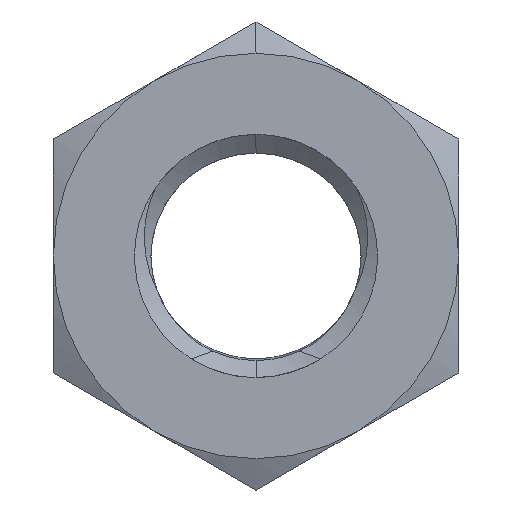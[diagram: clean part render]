
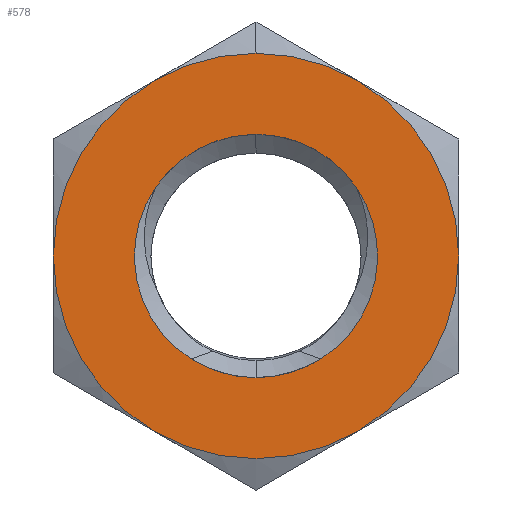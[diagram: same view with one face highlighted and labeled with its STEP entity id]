
A CAD part, front view. The second image highlights one B-rep face of the part: STEP entity #578.
In plain terms, the highlighted planar face has unit normal (0, -1, 0).
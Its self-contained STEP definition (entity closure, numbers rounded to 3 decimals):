
#101 = EDGE_CURVE ( 'NONE', #111, #104, #875, .T. ) ;
#104 = VERTEX_POINT ( 'NONE', #867 ) ;
#111 = VERTEX_POINT ( 'NONE', #860 ) ;
#133 = ORIENTED_EDGE ( 'NONE', *, *, #138, .T. ) ;
#134 = VERTEX_POINT ( 'NONE', #921 ) ;
#138 = EDGE_CURVE ( 'NONE', #146, #134, #908, .T. ) ;
#145 = EDGE_CURVE ( 'NONE', #156, #146, #955, .T. ) ;
#146 = VERTEX_POINT ( 'NONE', #948 ) ;
#152 = ORIENTED_EDGE ( 'NONE', *, *, #185, .T. ) ;
#153 = EDGE_CURVE ( 'NONE', #178, #156, #990, .T. ) ;
#154 = ORIENTED_EDGE ( 'NONE', *, *, #145, .T. ) ;
#155 = ORIENTED_EDGE ( 'NONE', *, *, #153, .T. ) ;
#156 = VERTEX_POINT ( 'NONE', #991 ) ;
#157 = EDGE_CURVE ( 'NONE', #158, #184, #985, .T. ) ;
#158 = VERTEX_POINT ( 'NONE', #980 ) ;
#161 = ORIENTED_EDGE ( 'NONE', *, *, #157, .T. ) ;
#166 = ORIENTED_EDGE ( 'NONE', *, *, #288, .F. ) ;
#178 = VERTEX_POINT ( 'NONE', #997 ) ;
#184 = VERTEX_POINT ( 'NONE', #992 ) ;
#185 = EDGE_CURVE ( 'NONE', #184, #178, #1054, .T. ) ;
#288 = EDGE_CURVE ( 'NONE', #301, #299, #1301, .T. ) ;
#297 = EDGE_CURVE ( 'NONE', #300, #338, #1384, .T. ) ;
#299 = VERTEX_POINT ( 'NONE', #1358 ) ;
#300 = VERTEX_POINT ( 'NONE', #1353 ) ;
#301 = VERTEX_POINT ( 'NONE', #1352 ) ;
#338 = VERTEX_POINT ( 'NONE', #1482 ) ;
#578 = ADVANCED_FACE ( 'NONE', ( #2345, #2344 ), #2343, .F. ) ;
#579 = EDGE_LOOP ( 'NONE', ( #580, #582, #583, #585, #586, #588, #589, #166 ) ) ;
#580 = ORIENTED_EDGE ( 'NONE', *, *, #581, .F. ) ;
#581 = EDGE_CURVE ( 'NONE', #338, #301, #2338, .T. ) ;
#582 = ORIENTED_EDGE ( 'NONE', *, *, #297, .F. ) ;
#583 = ORIENTED_EDGE ( 'NONE', *, *, #584, .F. ) ;
#584 = EDGE_CURVE ( 'NONE', #104, #300, #2333, .T. ) ;
#585 = ORIENTED_EDGE ( 'NONE', *, *, #101, .F. ) ;
#586 = ORIENTED_EDGE ( 'NONE', *, *, #587, .F. ) ;
#587 = EDGE_CURVE ( 'NONE', #2945, #111, #2386, .T. ) ;
#588 = ORIENTED_EDGE ( 'NONE', *, *, #2957, .F. ) ;
#589 = ORIENTED_EDGE ( 'NONE', *, *, #590, .F. ) ;
#590 = EDGE_CURVE ( 'NONE', #299, #2953, #2381, .T. ) ;
#591 = EDGE_LOOP ( 'NONE', ( #161, #152, #155, #154, #133, #615, #618 ) ) ;
#615 = ORIENTED_EDGE ( 'NONE', *, *, #616, .T. ) ;
#616 = EDGE_CURVE ( 'NONE', #134, #617, #2435, .T. ) ;
#617 = VERTEX_POINT ( 'NONE', #2436 ) ;
#618 = ORIENTED_EDGE ( 'NONE', *, *, #619, .T. ) ;
#619 = EDGE_CURVE ( 'NONE', #617, #158, #2430, .T. ) ;
#860 = CARTESIAN_POINT ( 'NONE',  ( -2.474, -3., 1.697 ) ) ;
#867 = CARTESIAN_POINT ( 'NONE',  ( -1.597, -3., -2.54 ) ) ;
#869 = DIRECTION ( 'NONE',  ( 0., 0., -1. ) ) ;
#870 = DIRECTION ( 'NONE',  ( 0., -1., 0. ) ) ;
#871 = CARTESIAN_POINT ( 'NONE',  ( 0., -3., 0. ) ) ;
#872 = AXIS2_PLACEMENT_3D ( 'NONE', #871, #870, #869 ) ;
#875 = CIRCLE ( 'NONE', #872, 3. ) ;
#906 = DIRECTION ( 'NONE',  ( 0., -1., 0. ) ) ;
#907 = AXIS2_PLACEMENT_3D ( 'NONE', #914, #906, #964 ) ;
#908 = CIRCLE ( 'NONE', #907, 5. ) ;
#914 = CARTESIAN_POINT ( 'NONE',  ( 0., -3., 0. ) ) ;
#921 = CARTESIAN_POINT ( 'NONE',  ( 2.5, -3., -4.33 ) ) ;
#945 = DIRECTION ( 'NONE',  ( 0., 0., -1. ) ) ;
#946 = DIRECTION ( 'NONE',  ( 0., -1., 0. ) ) ;
#947 = AXIS2_PLACEMENT_3D ( 'NONE', #953, #946, #945 ) ;
#948 = CARTESIAN_POINT ( 'NONE',  ( -2.5, -3., -4.33 ) ) ;
#953 = CARTESIAN_POINT ( 'NONE',  ( 0., -3., 0. ) ) ;
#955 = CIRCLE ( 'NONE', #947, 5. ) ;
#964 = DIRECTION ( 'NONE',  ( 0., 0., -1. ) ) ;
#980 = CARTESIAN_POINT ( 'NONE',  ( 2.5, -3., 4.33 ) ) ;
#981 = DIRECTION ( 'NONE',  ( 0., 0., -1. ) ) ;
#982 = DIRECTION ( 'NONE',  ( 0., -1., 0. ) ) ;
#983 = CARTESIAN_POINT ( 'NONE',  ( 0., -3., 0. ) ) ;
#984 = AXIS2_PLACEMENT_3D ( 'NONE', #983, #982, #981 ) ;
#985 = CIRCLE ( 'NONE', #984, 5. ) ;
#986 = DIRECTION ( 'NONE',  ( 0., 0., -1. ) ) ;
#987 = DIRECTION ( 'NONE',  ( 0., -1., 0. ) ) ;
#988 = CARTESIAN_POINT ( 'NONE',  ( 0., -3., 0. ) ) ;
#989 = AXIS2_PLACEMENT_3D ( 'NONE', #988, #987, #986 ) ;
#990 = CIRCLE ( 'NONE', #989, 5. ) ;
#991 = CARTESIAN_POINT ( 'NONE',  ( -5., -3., 0. ) ) ;
#992 = CARTESIAN_POINT ( 'NONE',  ( 0., -3., 5. ) ) ;
#997 = CARTESIAN_POINT ( 'NONE',  ( -2.5, -3., 4.33 ) ) ;
#1050 = DIRECTION ( 'NONE',  ( 0., 0., -1. ) ) ;
#1051 = DIRECTION ( 'NONE',  ( 0., -1., 0. ) ) ;
#1052 = CARTESIAN_POINT ( 'NONE',  ( 0., -3., 0. ) ) ;
#1053 = AXIS2_PLACEMENT_3D ( 'NONE', #1052, #1051, #1050 ) ;
#1054 = CIRCLE ( 'NONE', #1053, 5. ) ;
#1293 = DIRECTION ( 'NONE',  ( 0., 0., -1. ) ) ;
#1294 = DIRECTION ( 'NONE',  ( 0., -1., 0. ) ) ;
#1295 = CARTESIAN_POINT ( 'NONE',  ( 0., -3., 0. ) ) ;
#1296 = AXIS2_PLACEMENT_3D ( 'NONE', #1295, #1294, #1293 ) ;
#1301 = CIRCLE ( 'NONE', #1296, 3. ) ;
#1352 = CARTESIAN_POINT ( 'NONE',  ( 2.474, -3., 1.697 ) ) ;
#1353 = CARTESIAN_POINT ( 'NONE',  ( 0., -3., -3. ) ) ;
#1358 = CARTESIAN_POINT ( 'NONE',  ( 0.095, -3., 2.998 ) ) ;
#1361 = DIRECTION ( 'NONE',  ( 0., 0., -1. ) ) ;
#1381 = DIRECTION ( 'NONE',  ( 0., -1., 0. ) ) ;
#1382 = CARTESIAN_POINT ( 'NONE',  ( 0., -3., 0. ) ) ;
#1383 = AXIS2_PLACEMENT_3D ( 'NONE', #1382, #1381, #1361 ) ;
#1384 = CIRCLE ( 'NONE', #1383, 3. ) ;
#1482 = CARTESIAN_POINT ( 'NONE',  ( 1.597, -3., -2.54 ) ) ;
#2329 = DIRECTION ( 'NONE',  ( 0., 0., -1. ) ) ;
#2330 = DIRECTION ( 'NONE',  ( 0., -1., 0. ) ) ;
#2331 = CARTESIAN_POINT ( 'NONE',  ( 0., -3., 0. ) ) ;
#2332 = AXIS2_PLACEMENT_3D ( 'NONE', #2331, #2330, #2329 ) ;
#2333 = CIRCLE ( 'NONE', #2332, 3. ) ;
#2334 = DIRECTION ( 'NONE',  ( 0., 0., -1. ) ) ;
#2335 = DIRECTION ( 'NONE',  ( 0., -1., 0. ) ) ;
#2336 = CARTESIAN_POINT ( 'NONE',  ( 0., -3., 0. ) ) ;
#2337 = AXIS2_PLACEMENT_3D ( 'NONE', #2336, #2335, #2334 ) ;
#2338 = CIRCLE ( 'NONE', #2337, 3. ) ;
#2339 = DIRECTION ( 'NONE',  ( 0., 0., 1. ) ) ;
#2340 = DIRECTION ( 'NONE',  ( 0., 1., 0. ) ) ;
#2341 = CARTESIAN_POINT ( 'NONE',  ( -5., -3., -8.66 ) ) ;
#2342 = AXIS2_PLACEMENT_3D ( 'NONE', #2341, #2340, #2339 ) ;
#2343 = PLANE ( 'NONE',  #2342 ) ;
#2344 = FACE_OUTER_BOUND ( 'NONE', #591, .T. ) ;
#2345 = FACE_BOUND ( 'NONE', #579, .T. ) ;
#2377 = CARTESIAN_POINT ( 'NONE',  ( 0., -3., 3. ) ) ;
#2378 = CARTESIAN_POINT ( 'NONE',  ( 0.032, -3., 3. ) ) ;
#2379 = CARTESIAN_POINT ( 'NONE',  ( 0.064, -3., 2.999 ) ) ;
#2380 = CARTESIAN_POINT ( 'NONE',  ( 0.095, -3., 2.998 ) ) ;
#2381 = B_SPLINE_CURVE_WITH_KNOTS ( 'NONE', 3,
 ( #2380, #2379, #2378, #2377 ),
 .UNSPECIFIED., .F., .F.,
 ( 4, 4 ),
 ( 0., 0.5 ),
 .UNSPECIFIED. ) ;
#2382 = DIRECTION ( 'NONE',  ( 0., 0., -1. ) ) ;
#2383 = DIRECTION ( 'NONE',  ( 0., -1., 0. ) ) ;
#2384 = CARTESIAN_POINT ( 'NONE',  ( 0., -3., 0. ) ) ;
#2385 = AXIS2_PLACEMENT_3D ( 'NONE', #2384, #2383, #2382 ) ;
#2386 = CIRCLE ( 'NONE', #2385, 3. ) ;
#2426 = DIRECTION ( 'NONE',  ( 0., 0., -1. ) ) ;
#2427 = DIRECTION ( 'NONE',  ( 0., -1., 0. ) ) ;
#2428 = CARTESIAN_POINT ( 'NONE',  ( 0., -3., 0. ) ) ;
#2429 = AXIS2_PLACEMENT_3D ( 'NONE', #2428, #2427, #2426 ) ;
#2430 = CIRCLE ( 'NONE', #2429, 5. ) ;
#2431 = DIRECTION ( 'NONE',  ( 0., 0., -1. ) ) ;
#2432 = DIRECTION ( 'NONE',  ( 0., -1., 0. ) ) ;
#2433 = CARTESIAN_POINT ( 'NONE',  ( 0., -3., 0. ) ) ;
#2434 = AXIS2_PLACEMENT_3D ( 'NONE', #2433, #2432, #2431 ) ;
#2435 = CIRCLE ( 'NONE', #2434, 5. ) ;
#2436 = CARTESIAN_POINT ( 'NONE',  ( 5., -3., 0. ) ) ;
#2695 = CARTESIAN_POINT ( 'NONE',  ( 0., -3., 3. ) ) ;
#2707 = CARTESIAN_POINT ( 'NONE',  ( -0.095, -3., 2.998 ) ) ;
#2749 = CARTESIAN_POINT ( 'NONE',  ( -0.095, -3., 2.998 ) ) ;
#2750 = CARTESIAN_POINT ( 'NONE',  ( -0.064, -3., 2.999 ) ) ;
#2751 = CARTESIAN_POINT ( 'NONE',  ( -0.032, -3., 3. ) ) ;
#2752 = CARTESIAN_POINT ( 'NONE',  ( 0., -3., 3. ) ) ;
#2754 = B_SPLINE_CURVE_WITH_KNOTS ( 'NONE', 3,
 ( #2752, #2751, #2750, #2749 ),
 .UNSPECIFIED., .F., .F.,
 ( 4, 4 ),
 ( 0.5, 1. ),
 .UNSPECIFIED. ) ;
#2945 = VERTEX_POINT ( 'NONE', #2707 ) ;
#2953 = VERTEX_POINT ( 'NONE', #2695 ) ;
#2957 = EDGE_CURVE ( 'NONE', #2953, #2945, #2754, .T. ) ;
